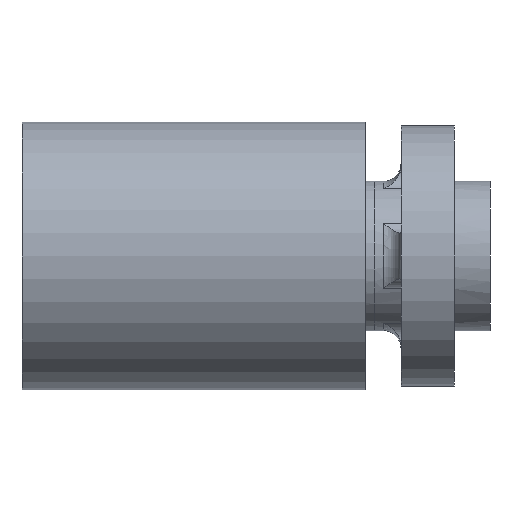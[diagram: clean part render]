
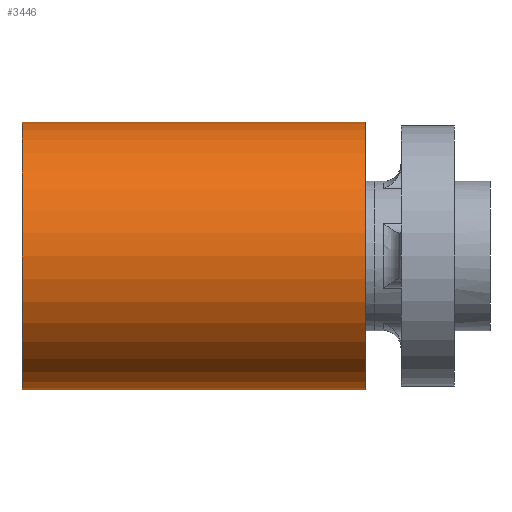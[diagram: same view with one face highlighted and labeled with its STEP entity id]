
A CAD part, left-side view. The second image highlights one B-rep face of the part: STEP entity #3446.
In plain terms, the highlighted cylindrical face has radius 37.6 mm (diameter 75.2 mm), a full revolution.
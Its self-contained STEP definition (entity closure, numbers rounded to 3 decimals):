
#291=FACE_OUTER_BOUND('',#502,.T.);
#502=EDGE_LOOP('',(#2840,#2841,#2842,#2843));
#597=CIRCLE('',#3569,37.6);
#610=CIRCLE('',#3589,37.6);
#1043=LINE('',#9455,#1209);
#1209=VECTOR('',#4507,37.6);
#1344=VERTEX_POINT('',#5310);
#1366=VERTEX_POINT('',#5453);
#1690=EDGE_CURVE('',#1344,#1344,#597,.T.);
#1718=EDGE_CURVE('',#1366,#1366,#610,.T.);
#1965=EDGE_CURVE('',#1366,#1344,#1043,.T.);
#2840=ORIENTED_EDGE('',*,*,#1718,.F.);
#2841=ORIENTED_EDGE('',*,*,#1965,.T.);
#2842=ORIENTED_EDGE('',*,*,#1690,.F.);
#2843=ORIENTED_EDGE('',*,*,#1965,.F.);
#3271=CYLINDRICAL_SURFACE('',#3783,37.6);
#3446=ADVANCED_FACE('',(#291),#3271,.T.);
#3569=AXIS2_PLACEMENT_3D('',#5311,#4001,#4002);
#3589=AXIS2_PLACEMENT_3D('',#5454,#4046,#4047);
#3783=AXIS2_PLACEMENT_3D('',#9454,#4505,#4506);
#4001=DIRECTION('center_axis',(0.,-1.,0.));
#4002=DIRECTION('ref_axis',(1.,0.,0.));
#4046=DIRECTION('center_axis',(0.,1.,0.));
#4047=DIRECTION('ref_axis',(-1.,0.,0.));
#4505=DIRECTION('center_axis',(0.,1.,0.));
#4506=DIRECTION('ref_axis',(1.,0.,0.));
#4507=DIRECTION('',(0.,-1.,0.));
#5310=CARTESIAN_POINT('',(-37.6,-86.5,0.));
#5311=CARTESIAN_POINT('Origin',(0.,-86.5,0.));
#5453=CARTESIAN_POINT('',(-37.6,10.,0.));
#5454=CARTESIAN_POINT('Origin',(0.,10.,0.));
#9454=CARTESIAN_POINT('Origin',(0.,-74.,0.));
#9455=CARTESIAN_POINT('',(-37.6,-74.,0.));
